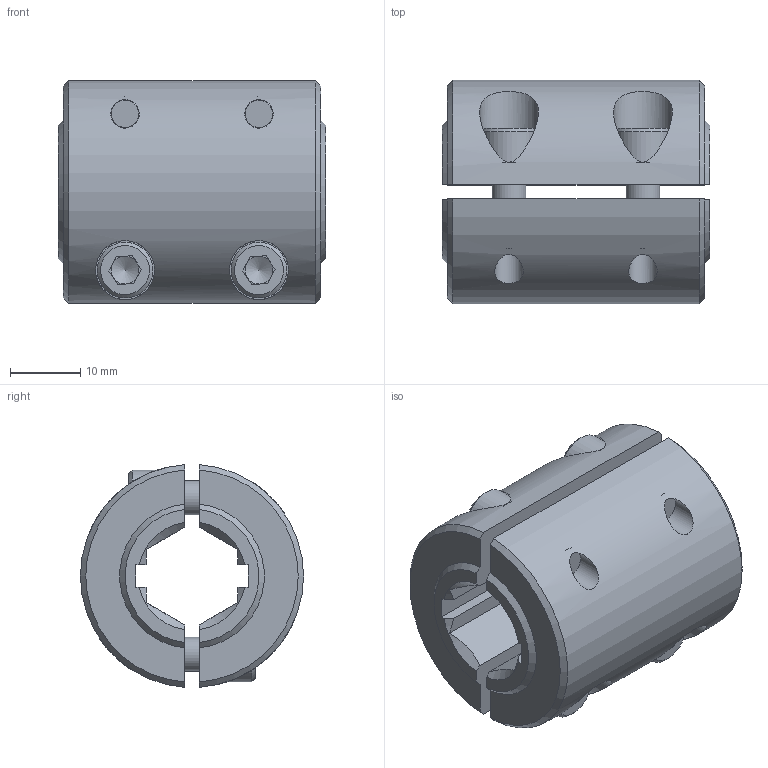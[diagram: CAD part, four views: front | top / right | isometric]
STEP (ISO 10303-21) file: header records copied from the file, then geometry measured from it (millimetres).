
FILE_DESCRIPTION (( 'STEP AP214' ), '1' );
FILE_NAME ('am-1560 500Hex and 500Key Coupler.STEP', '2020-05-15T21:30:08', ( '' ), ( '' ), 'SwSTEP 2.0', 'SolidWorks 2019', '' );
FILE_SCHEMA (( 'AUTOMOTIVE_DESIGN' ));
Length unit declared in the file: inch
Products named in the file (3): 500Hex and Key Coupler; 10-32x0500_shcs_HX-SHCS 0.19-32x1.375x1-C; am-1560 500Hex and 500Key Coupler
Assembly tree (6 placements, depth 2):
  am-1560 500Hex and 500Key Coupler
    500Hex and Key Coupler  x2
    10-32x0500_shcs_HX-SHCS 0.19-32x1.375x1-C  x4
Bounding box: 38.1 x 31.75 x 31.68 mm (x, y, z)
Volume: 21500.7 mm3; surface area: 10388.6 mm2
Topology: 6 solids, 6 shells, 144 faces, 336 edges, 212 vertices
Faces by surface type: plane 90, cone 28, cylinder 22, torus 4
Full cylindrical faces by diameter (mm): 4.039 x4, 4.826 x4, 5.105 x4, 7.937 x4, 8.382 x4
Entity records: 1899 total; most frequent: CARTESIAN_POINT 590, DIRECTION 234, ORIENTED_EDGE 218, EDGE_CURVE 109, AXIS2_PLACEMENT_3D 93, VERTEX_POINT 77, EDGE_LOOP 74, FACE_OUTER_BOUND 60
